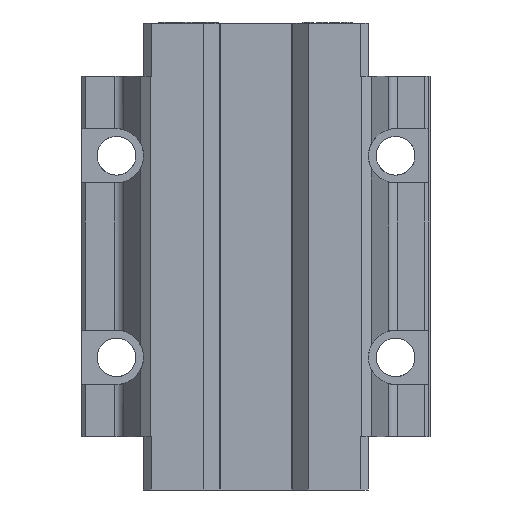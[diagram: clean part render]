
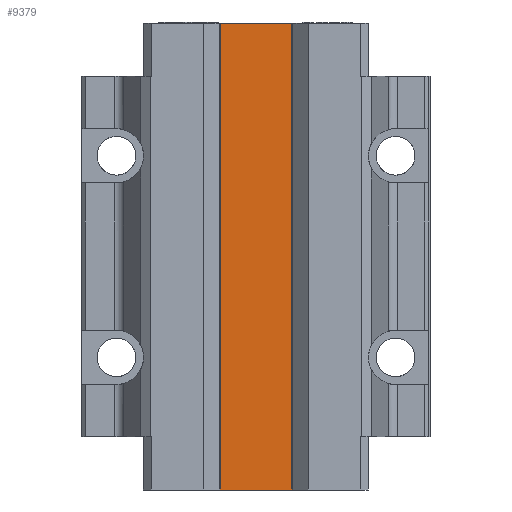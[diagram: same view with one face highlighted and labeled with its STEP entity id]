
A CAD part, front view. The second image highlights one B-rep face of the part: STEP entity #9379.
In plain terms, the highlighted planar face has unit normal (0, -1, 0).
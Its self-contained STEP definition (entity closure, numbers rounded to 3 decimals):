
#9239 = VERTEX_POINT ( 'NONE', #15106 ) ;
#9243 = VERTEX_POINT ( 'NONE', #15143 ) ;
#9278 = EDGE_CURVE ( 'NONE', #9243, #9239, #15135, .T. ) ;
#9282 = EDGE_CURVE ( 'NONE', #9239, #9297, #15078, .T. ) ;
#9297 = VERTEX_POINT ( 'NONE', #15252 ) ;
#9298 = EDGE_CURVE ( 'NONE', #9297, #9314, #15285, .T. ) ;
#9314 = VERTEX_POINT ( 'NONE', #15263 ) ;
#9345 = ORIENTED_EDGE ( 'NONE', *, *, #9278, .T. ) ;
#9346 = ORIENTED_EDGE ( 'NONE', *, *, #9351, .T. ) ;
#9348 = EDGE_LOOP ( 'NONE', ( #9352, #9346, #9345, #9364 ) ) ;
#9351 = EDGE_CURVE ( 'NONE', #9314, #9243, #15149, .T. ) ;
#9352 = ORIENTED_EDGE ( 'NONE', *, *, #9298, .T. ) ;
#9364 = ORIENTED_EDGE ( 'NONE', *, *, #9282, .T. ) ;
#9379 = ADVANCED_FACE ( 'NONE', ( #15311 ), #15309, .T. ) ;
#15075 = DIRECTION ( 'NONE',  ( 0., 0., -1. ) ) ;
#15076 = VECTOR ( 'NONE', #15075, 1000. ) ;
#15077 = CARTESIAN_POINT ( 'NONE',  ( -9.256, 0., -46.5 ) ) ;
#15078 = LINE ( 'NONE', #15077, #15076 ) ;
#15106 = CARTESIAN_POINT ( 'NONE',  ( -9.256, 0., 60.2 ) ) ;
#15132 = DIRECTION ( 'NONE',  ( -1., 0., 0. ) ) ;
#15133 = VECTOR ( 'NONE', #15132, 1000. ) ;
#15134 = CARTESIAN_POINT ( 'NONE',  ( -9.256, 0., 60.2 ) ) ;
#15135 = LINE ( 'NONE', #15134, #15133 ) ;
#15143 = CARTESIAN_POINT ( 'NONE',  ( 9.256, 0., 60.2 ) ) ;
#15149 = LINE ( 'NONE', #15189, #15188 ) ;
#15156 = VECTOR ( 'NONE', #15275, 1000. ) ;
#15187 = DIRECTION ( 'NONE',  ( 0., 0., 1. ) ) ;
#15188 = VECTOR ( 'NONE', #15187, 1000. ) ;
#15189 = CARTESIAN_POINT ( 'NONE',  ( 9.256, 0., -46.5 ) ) ;
#15220 = CARTESIAN_POINT ( 'NONE',  ( -9.256, 0., -60.2 ) ) ;
#15252 = CARTESIAN_POINT ( 'NONE',  ( -9.256, 0., -60.2 ) ) ;
#15263 = CARTESIAN_POINT ( 'NONE',  ( 9.256, 0., -60.2 ) ) ;
#15275 = DIRECTION ( 'NONE',  ( 1., 0., 0. ) ) ;
#15285 = LINE ( 'NONE', #15220, #15156 ) ;
#15306 = DIRECTION ( 'NONE',  ( 0., -1., 0. ) ) ;
#15307 = CARTESIAN_POINT ( 'NONE',  ( -9.256, 0., -46.5 ) ) ;
#15308 = AXIS2_PLACEMENT_3D ( 'NONE', #15307, #15306, #15424 ) ;
#15309 = PLANE ( 'NONE',  #15308 ) ;
#15311 = FACE_OUTER_BOUND ( 'NONE', #9348, .T. ) ;
#15424 = DIRECTION ( 'NONE',  ( 1., 0., 0. ) ) ;
